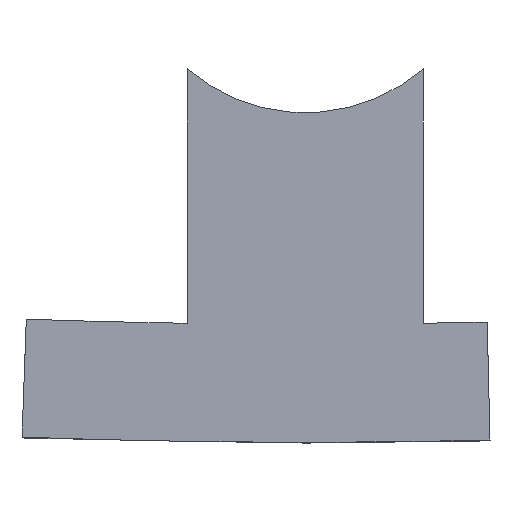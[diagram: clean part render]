
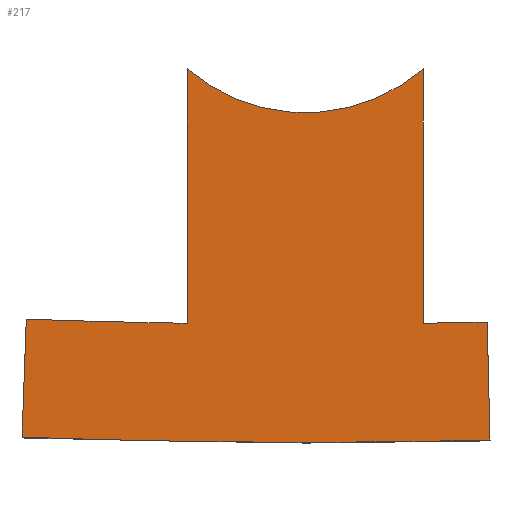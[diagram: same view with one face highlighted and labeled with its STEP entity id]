
A CAD part, left-side view. The second image highlights one B-rep face of the part: STEP entity #217.
In plain terms, the highlighted planar face has unit normal (-1, 0, 0).
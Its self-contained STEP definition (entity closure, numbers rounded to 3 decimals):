
#59=FACE_OUTER_BOUND('',#69,.T.);
#69=EDGE_LOOP('',(#190,#191,#192,#193,#194,#195,#196,#197,#198));
#73=LINE('',#377,#83);
#77=LINE('',#400,#87);
#79=LINE('',#411,#89);
#80=LINE('',#421,#90);
#83=VECTOR('',#286,10.);
#87=VECTOR('',#310,10.);
#89=VECTOR('',#326,10.);
#90=VECTOR('',#339,10.);
#96=CIRCLE('',#247,1999.775);
#99=CIRCLE('',#252,46.);
#101=CIRCLE('',#255,1999.775);
#104=CIRCLE('',#260,1999.775);
#106=CIRCLE('',#262,1999.775);
#108=VERTEX_POINT('',#371);
#110=VERTEX_POINT('',#375);
#117=VERTEX_POINT('',#393);
#118=VERTEX_POINT('',#397);
#119=VERTEX_POINT('',#399);
#120=VERTEX_POINT('',#405);
#121=VERTEX_POINT('',#409);
#122=VERTEX_POINT('',#413);
#123=VERTEX_POINT('',#415);
#128=EDGE_CURVE('',#110,#108,#73,.T.);
#136=EDGE_CURVE('',#108,#117,#96,.T.);
#139=EDGE_CURVE('',#119,#118,#77,.T.);
#141=EDGE_CURVE('',#119,#110,#99,.T.);
#143=EDGE_CURVE('',#120,#118,#101,.T.);
#145=EDGE_CURVE('',#121,#120,#79,.T.);
#147=EDGE_CURVE('',#122,#123,#104,.T.);
#149=EDGE_CURVE('',#123,#121,#106,.T.);
#150=EDGE_CURVE('',#117,#122,#80,.T.);
#190=ORIENTED_EDGE('',*,*,#141,.F.);
#191=ORIENTED_EDGE('',*,*,#139,.T.);
#192=ORIENTED_EDGE('',*,*,#143,.F.);
#193=ORIENTED_EDGE('',*,*,#145,.F.);
#194=ORIENTED_EDGE('',*,*,#149,.F.);
#195=ORIENTED_EDGE('',*,*,#147,.F.);
#196=ORIENTED_EDGE('',*,*,#150,.F.);
#197=ORIENTED_EDGE('',*,*,#136,.F.);
#198=ORIENTED_EDGE('',*,*,#128,.F.);
#207=PLANE('',#263);
#217=ADVANCED_FACE('',(#59),#207,.F.);
#247=AXIS2_PLACEMENT_3D('',#394,#302,#303);
#252=AXIS2_PLACEMENT_3D('',#403,#314,#315);
#255=AXIS2_PLACEMENT_3D('',#407,#320,#321);
#260=AXIS2_PLACEMENT_3D('',#416,#331,#332);
#262=AXIS2_PLACEMENT_3D('',#419,#335,#336);
#263=AXIS2_PLACEMENT_3D('',#420,#337,#338);
#286=DIRECTION('',(0.,0.,-1.));
#302=DIRECTION('center_axis',(-1.,0.,0.));
#303=DIRECTION('ref_axis',(0.,0.,1.));
#310=DIRECTION('',(0.,0.,-1.));
#314=DIRECTION('center_axis',(-1.,0.,0.));
#315=DIRECTION('ref_axis',(0.,1.,0.));
#320=DIRECTION('center_axis',(-1.,0.,0.));
#321=DIRECTION('ref_axis',(0.,0.,1.));
#326=DIRECTION('',(0.,-0.036,0.999));
#331=DIRECTION('center_axis',(1.,0.,0.));
#332=DIRECTION('ref_axis',(0.,0.,1.));
#335=DIRECTION('center_axis',(1.,0.,0.));
#336=DIRECTION('ref_axis',(0.,0.,1.));
#337=DIRECTION('center_axis',(1.,0.,0.));
#338=DIRECTION('ref_axis',(0.,0.,-1.));
#339=DIRECTION('',(0.,-0.024,-1.));
#371=CARTESIAN_POINT('',(-30.,-30.,-99.531));
#375=CARTESIAN_POINT('',(-30.,-30.,-34.871));
#377=CARTESIAN_POINT('',(-30.,-30.,-99.981));
#393=CARTESIAN_POINT('',(-30.,-46.289,-99.22));
#394=CARTESIAN_POINT('Origin',(-30.,0.,1900.019));
#397=CARTESIAN_POINT('',(-30.,30.,-99.531));
#399=CARTESIAN_POINT('',(-30.,30.,-34.871));
#400=CARTESIAN_POINT('',(-30.,30.,-99.981));
#403=CARTESIAN_POINT('Origin',(-30.,0.,0.));
#405=CARTESIAN_POINT('',(-30.,70.912,-98.498));
#407=CARTESIAN_POINT('Origin',(-30.,0.,1900.019));
#409=CARTESIAN_POINT('',(-30.,71.992,-128.479));
#411=CARTESIAN_POINT('',(-30.,67.276,2.424));
#413=CARTESIAN_POINT('',(-30.,-46.995,-129.223));
#415=CARTESIAN_POINT('',(-30.,0.,-129.775));
#416=CARTESIAN_POINT('Origin',(-30.,0.,1870.));
#419=CARTESIAN_POINT('Origin',(-30.,0.,1870.));
#420=CARTESIAN_POINT('Origin',(-30.,0.,0.));
#421=CARTESIAN_POINT('',(-30.,-43.933,1.033));
